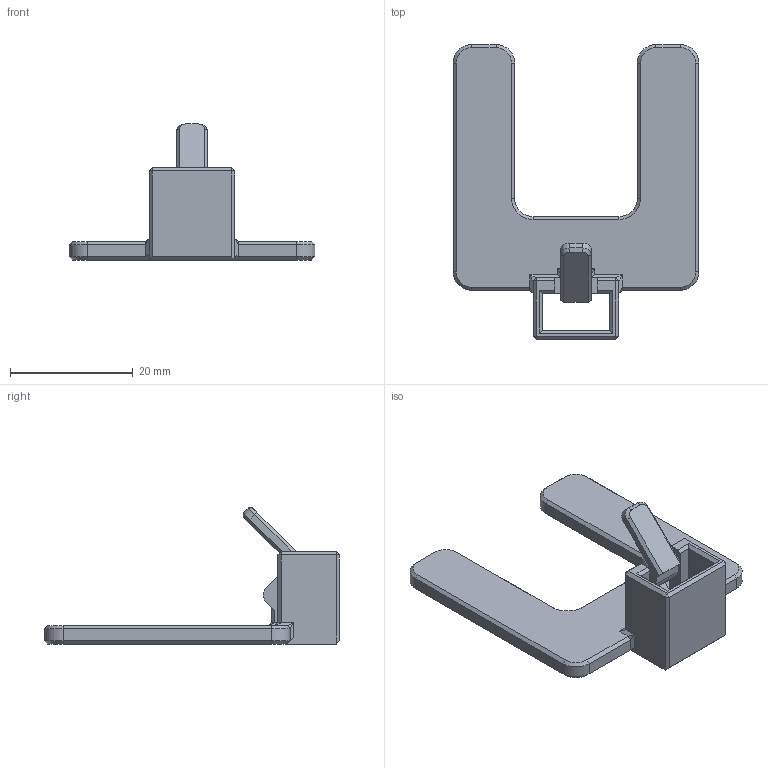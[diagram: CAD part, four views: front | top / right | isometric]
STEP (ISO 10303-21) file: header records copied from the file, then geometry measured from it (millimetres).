
FILE_DESCRIPTION(/* description */ ('','CAx-IF Rec.Pracs.---Representation and Presentation of Product Manufacturing Information (PMI)---4.0---2014-10-13'),/* implementation_level */ '2;1');
FILE_NAME(/* name */ 'MonitorTopMount_Stopper.step',/* time_stamp */ '2025-01-16T16:09:41+09:00',/* author */ (''),/* organization */ (''),/* preprocessor_version */ 'ST-DEVELOPER v20',/* originating_system */ 'Autodesk Translation Framework v13.20.0.188',/* authorisation */ '');
FILE_SCHEMA (('AP242_MANAGED_MODEL_BASED_3D_ENGINEERING_MIM_LF { 1 0 10303 442 1 1 4 }'));
Length unit declared in the file: millimetre
Products named in the file (1): 20250115_MonitorTopMount
Bounding box: 40 x 48 x 22.15 mm (x, y, z)
Volume: 4123.4 mm3; surface area: 3968.9 mm2
Topology: 1 solids, 1 shells, 137 faces, 323 edges, 187 vertices
Faces by surface type: plane 105, cone 20, cylinder 12
Entity records: 3818 total; most frequent: CARTESIAN_POINT 648, ORIENTED_EDGE 646, DIRECTION 643, EDGE_CURVE 323, LINE 279, VECTOR 279, VERTEX_POINT 187, AXIS2_PLACEMENT_3D 182
